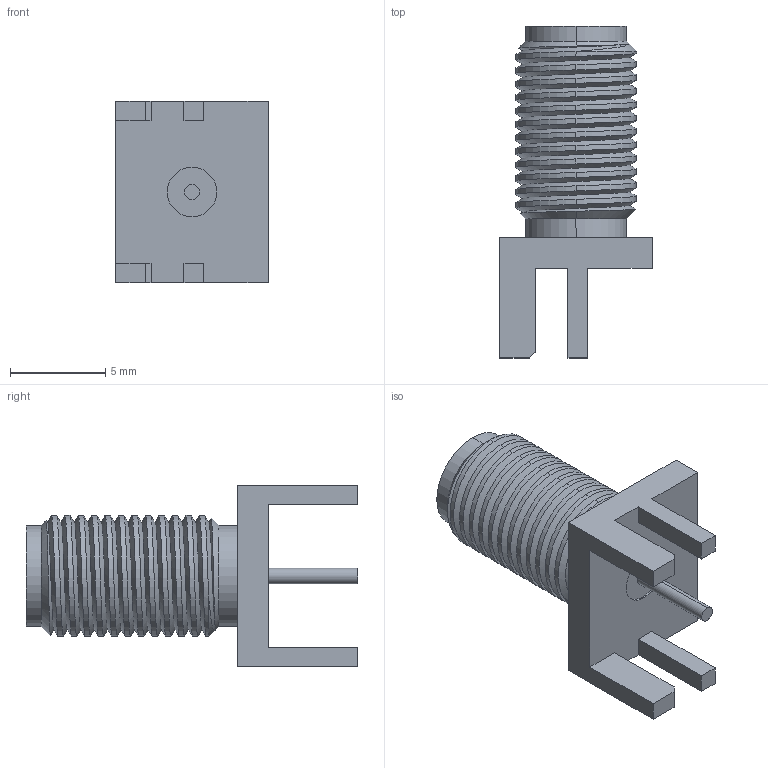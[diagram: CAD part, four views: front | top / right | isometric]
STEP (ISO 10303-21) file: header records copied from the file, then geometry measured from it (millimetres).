
FILE_DESCRIPTION (( 'STEP AP203' ), '1' );
FILE_NAME ('SMA-KHD72俋夤耀倰.STEP', '2022-06-13T08:57:21', ( '' ), ( '' ), 'SwSTEP 2.0', 'SolidWorks 2018', '' );
FILE_SCHEMA (( 'CONFIG_CONTROL_DESIGN' ));
Length unit declared in the file: millimetre
Products named in the file (1): SMA-KHD72俋夤耀倰
Bounding box: 8 x 17.4 x 9.5 mm (x, y, z)
Volume: 426.9 mm3; surface area: 654.6 mm2
Topology: 1 solids, 1 shells, 70 faces, 184 edges, 121 vertices
Faces by surface type: cylinder 35, plane 26, cone 5, bspline 4
Entity records: 4110 total; most frequent: CARTESIAN_POINT 2469, ORIENTED_EDGE 368, DIRECTION 279, EDGE_CURVE 184, VERTEX_POINT 121, VECTOR 99, LINE 99, AXIS2_PLACEMENT_3D 90
